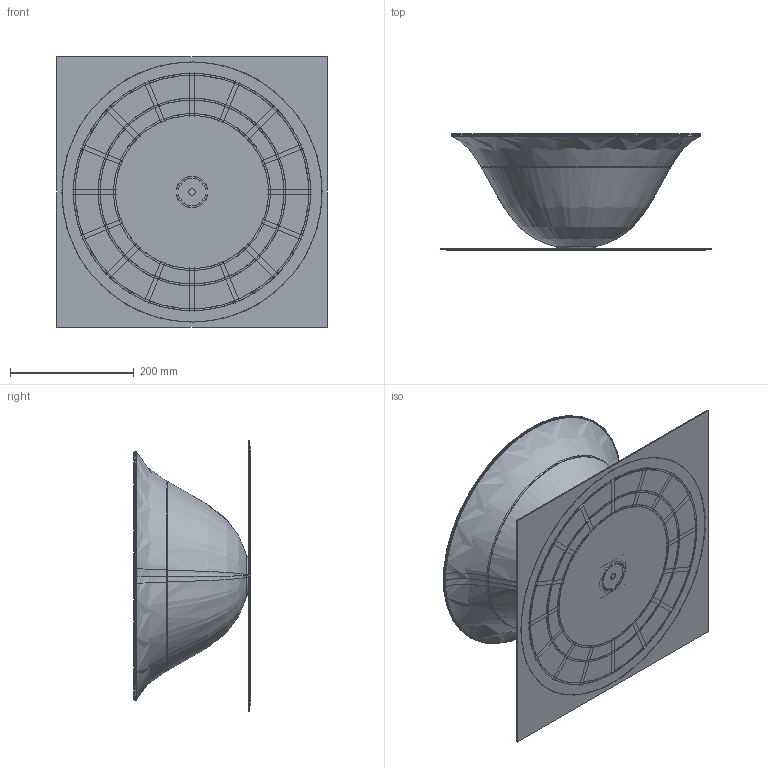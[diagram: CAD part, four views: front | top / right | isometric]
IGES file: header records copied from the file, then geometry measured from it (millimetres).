
Start section:  PTC IGES file: art_39123_asm.igs
Global section: file name: art_39123_asm.igs; native system: Pro/ENGINEER by Parametric Technology Corporation; preprocessor: 2009060; author: dcitro; organization: Unknown; date: 20100216.081952; units: millimetre
Bounding box: 436.8 x 187.32 x 436.8 mm (x, y, z)
Volume: 2039351.1 mm3; surface area: 3550353.2 mm2
Topology: 2 solids, 3 shells, 522 faces, 2840 edges, 3630 vertices
Faces by surface type: revolution 292, bspline 230
